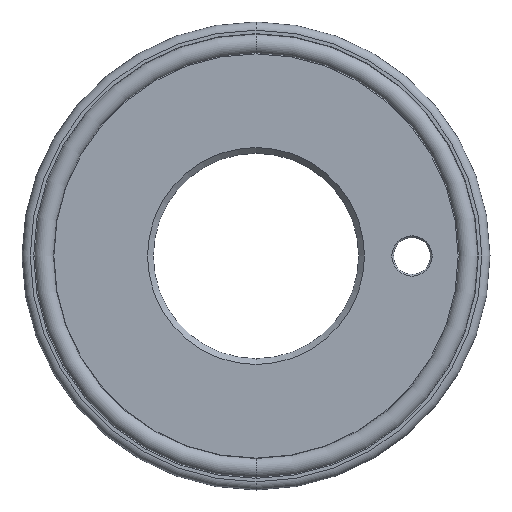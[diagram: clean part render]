
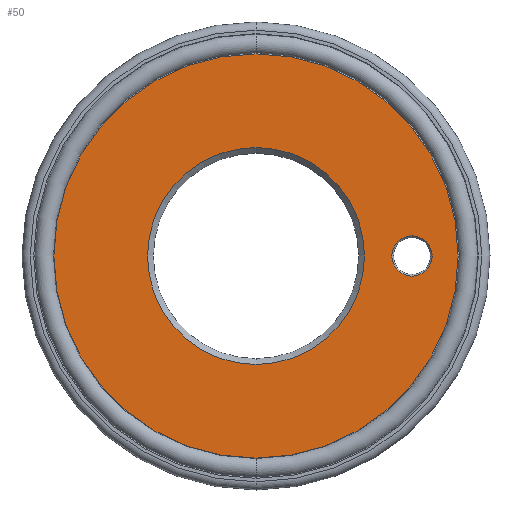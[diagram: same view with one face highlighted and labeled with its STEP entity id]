
A CAD part, front view. The second image highlights one B-rep face of the part: STEP entity #50.
In plain terms, the highlighted planar face has unit normal (0, -1, 0).
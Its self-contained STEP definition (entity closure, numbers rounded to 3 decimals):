
#11 = CIRCLE ( 'NONE', #729, 24.62 ) ;
#31 = DIRECTION ( 'NONE',  ( 0., 0., 1. ) ) ;
#50 = ADVANCED_FACE ( 'NONE', ( #590, #125, #501 ), #154, .F. ) ;
#54 = VERTEX_POINT ( 'NONE', #404 ) ;
#71 = CIRCLE ( 'NONE', #312, 13.21 ) ;
#78 = AXIS2_PLACEMENT_3D ( 'NONE', #532, #420, #230 ) ;
#110 = CARTESIAN_POINT ( 'NONE',  ( 0., -3., 0. ) ) ;
#125 = FACE_BOUND ( 'NONE', #477, .T. ) ;
#149 = EDGE_CURVE ( 'NONE', #431, #54, #536, .T. ) ;
#153 = CARTESIAN_POINT ( 'NONE',  ( 19., -3., 0. ) ) ;
#154 = PLANE ( 'NONE',  #298 ) ;
#176 = EDGE_CURVE ( 'NONE', #352, #646, #213, .T. ) ;
#213 = CIRCLE ( 'NONE', #78, 2.45 ) ;
#214 = ORIENTED_EDGE ( 'NONE', *, *, #658, .F. ) ;
#230 = DIRECTION ( 'NONE',  ( 0., 0., -1. ) ) ;
#248 = CARTESIAN_POINT ( 'NONE',  ( 0., -3., 0. ) ) ;
#274 = DIRECTION ( 'NONE',  ( 0., 0., -1. ) ) ;
#277 = CARTESIAN_POINT ( 'NONE',  ( 0., -3., -13.21 ) ) ;
#286 = AXIS2_PLACEMENT_3D ( 'NONE', #335, #388, #31 ) ;
#298 = AXIS2_PLACEMENT_3D ( 'NONE', #349, #649, #347 ) ;
#308 = CARTESIAN_POINT ( 'NONE',  ( 19., -3., -2.45 ) ) ;
#312 = AXIS2_PLACEMENT_3D ( 'NONE', #248, #668, #427 ) ;
#334 = EDGE_LOOP ( 'NONE', ( #746, #214 ) ) ;
#335 = CARTESIAN_POINT ( 'NONE',  ( 0., -3., 0. ) ) ;
#347 = DIRECTION ( 'NONE',  ( 0., 0., 1. ) ) ;
#349 = CARTESIAN_POINT ( 'NONE',  ( 13.21, -3., 0. ) ) ;
#352 = VERTEX_POINT ( 'NONE', #308 ) ;
#355 = DIRECTION ( 'NONE',  ( 0., 0., 1. ) ) ;
#373 = DIRECTION ( 'NONE',  ( 0., 1., 0. ) ) ;
#388 = DIRECTION ( 'NONE',  ( 0., 1., 0. ) ) ;
#404 = CARTESIAN_POINT ( 'NONE',  ( 0., -3., -24.62 ) ) ;
#420 = DIRECTION ( 'NONE',  ( 0., -1., 0. ) ) ;
#427 = DIRECTION ( 'NONE',  ( 0., 0., 1. ) ) ;
#431 = VERTEX_POINT ( 'NONE', #446 ) ;
#446 = CARTESIAN_POINT ( 'NONE',  ( 0., -3., 24.62 ) ) ;
#461 = CARTESIAN_POINT ( 'NONE',  ( 0., -3., 13.21 ) ) ;
#464 = ORIENTED_EDGE ( 'NONE', *, *, #593, .F. ) ;
#477 = EDGE_LOOP ( 'NONE', ( #638, #510 ) ) ;
#493 = VERTEX_POINT ( 'NONE', #277 ) ;
#501 = FACE_BOUND ( 'NONE', #662, .T. ) ;
#510 = ORIENTED_EDGE ( 'NONE', *, *, #622, .T. ) ;
#532 = CARTESIAN_POINT ( 'NONE',  ( 19., -3., 0. ) ) ;
#536 = CIRCLE ( 'NONE', #614, 24.62 ) ;
#577 = DIRECTION ( 'NONE',  ( 0., -1., 0. ) ) ;
#590 = FACE_OUTER_BOUND ( 'NONE', #334, .T. ) ;
#593 = EDGE_CURVE ( 'NONE', #646, #352, #647, .T. ) ;
#612 = CARTESIAN_POINT ( 'NONE',  ( 0., -3., 0. ) ) ;
#614 = AXIS2_PLACEMENT_3D ( 'NONE', #110, #709, #355 ) ;
#620 = VERTEX_POINT ( 'NONE', #461 ) ;
#622 = EDGE_CURVE ( 'NONE', #620, #493, #724, .T. ) ;
#638 = ORIENTED_EDGE ( 'NONE', *, *, #719, .T. ) ;
#642 = CARTESIAN_POINT ( 'NONE',  ( 19., -3., 2.45 ) ) ;
#646 = VERTEX_POINT ( 'NONE', #642 ) ;
#647 = CIRCLE ( 'NONE', #711, 2.45 ) ;
#649 = DIRECTION ( 'NONE',  ( 0., 1., 0. ) ) ;
#658 = EDGE_CURVE ( 'NONE', #54, #431, #11, .T. ) ;
#662 = EDGE_LOOP ( 'NONE', ( #693, #464 ) ) ;
#668 = DIRECTION ( 'NONE',  ( 0., 1., 0. ) ) ;
#693 = ORIENTED_EDGE ( 'NONE', *, *, #176, .F. ) ;
#709 = DIRECTION ( 'NONE',  ( 0., 1., 0. ) ) ;
#711 = AXIS2_PLACEMENT_3D ( 'NONE', #153, #577, #274 ) ;
#719 = EDGE_CURVE ( 'NONE', #493, #620, #71, .T. ) ;
#724 = CIRCLE ( 'NONE', #286, 13.21 ) ;
#725 = DIRECTION ( 'NONE',  ( 0., 0., 1. ) ) ;
#729 = AXIS2_PLACEMENT_3D ( 'NONE', #612, #373, #725 ) ;
#746 = ORIENTED_EDGE ( 'NONE', *, *, #149, .F. ) ;
